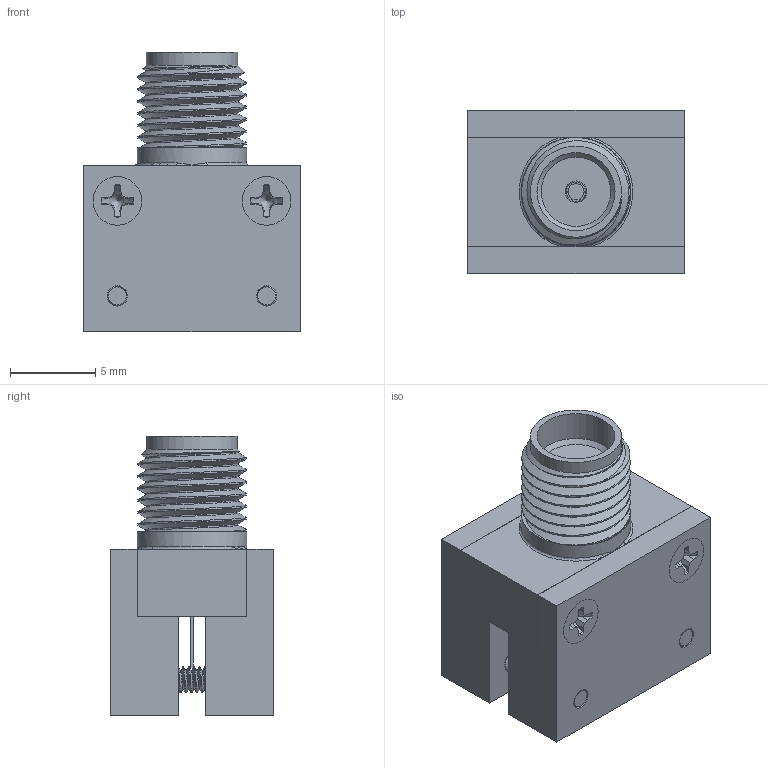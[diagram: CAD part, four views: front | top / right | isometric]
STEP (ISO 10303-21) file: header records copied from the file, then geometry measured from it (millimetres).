
FILE_DESCRIPTION (( 'STEP AP203' ), '1' );
FILE_NAME ('PE4534.step', '2020-03-30T15:25:21', ( '' ), ( '' ), 'SwSTEP 2.0', 'SolidWorks 2018', '' );
FILE_SCHEMA (( 'CONFIG_CONTROL_DESIGN' ));
Length unit declared in the file: inch
Products named in the file (1): PE4534
Bounding box: 12.7 x 9.55 x 16.36 mm (x, y, z)
Volume: 1177.2 mm3; surface area: 1977.4 mm2
Topology: 11 solids, 11 shells, 453 faces, 1267 edges, 835 vertices
Faces by surface type: cylinder 207, plane 159, cone 60, bspline 25, torus 2
Full cylindrical faces by diameter (mm): 0.94 x1, 1.191 x8, 1.27 x2, 1.524 x6, 2.032 x1, 4.064 x2, 4.572 x2, 5.334 x1, 6.401 x1
Entity records: 32636 total; most frequent: CARTESIAN_POINT 22903, ORIENTED_EDGE 2368, DIRECTION 1570, EDGE_CURVE 1184, VERTEX_POINT 804, AXIS2_PLACEMENT_3D 567, EDGE_LOOP 520, FACE_OUTER_BOUND 475
